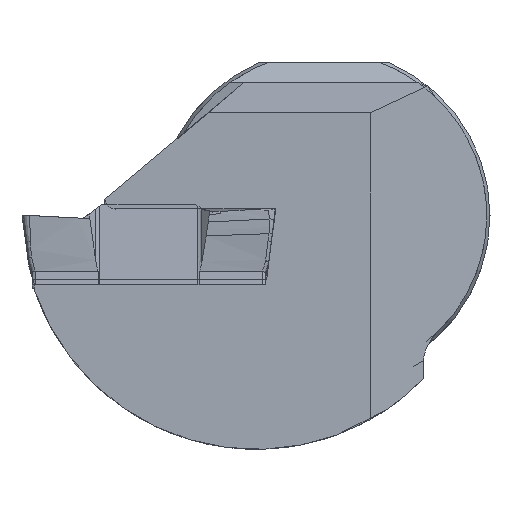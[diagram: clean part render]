
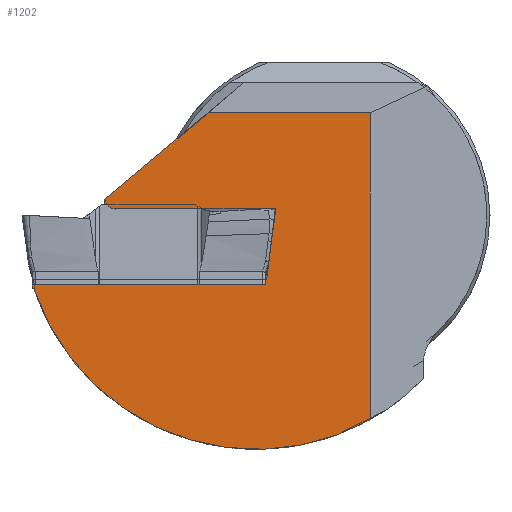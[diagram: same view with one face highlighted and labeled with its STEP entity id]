
A CAD part, left-side view. The second image highlights one B-rep face of the part: STEP entity #1202.
In plain terms, the highlighted planar face has unit normal (-1, 0, 0).
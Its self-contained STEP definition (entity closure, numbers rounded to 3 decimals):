
#43=CIRCLE('',#3565,17.6);
#55=ELLIPSE('',#3566,0.804,0.8);
#1083=PLANE('',#3567);
#1202=ADVANCED_FACE('',(#1378),#1083,.T.);
#1378=FACE_OUTER_BOUND('',#1507,.T.);
#1507=EDGE_LOOP('',(#2401,#2402,#2403,#2404,#2405,#2406,#2407,#2408,#2409));
#1587=LINE('',#17977,#1697);
#1588=LINE('',#17980,#1698);
#1589=LINE('',#17984,#1699);
#1590=LINE('',#17986,#1700);
#1591=LINE('',#17988,#1701);
#1592=LINE('',#17992,#1702);
#1593=LINE('',#17994,#1703);
#1697=VECTOR('',#3733,1.);
#1698=VECTOR('',#3734,1.);
#1699=VECTOR('',#3737,1.);
#1700=VECTOR('',#3738,1.);
#1701=VECTOR('',#3739,1.);
#1702=VECTOR('',#3742,1.);
#1703=VECTOR('',#3743,1.);
#2401=ORIENTED_EDGE('',*,*,#3178,.T.);
#2402=ORIENTED_EDGE('',*,*,#3179,.F.);
#2403=ORIENTED_EDGE('',*,*,#3180,.F.);
#2404=ORIENTED_EDGE('',*,*,#3181,.F.);
#2405=ORIENTED_EDGE('',*,*,#3182,.T.);
#2406=ORIENTED_EDGE('',*,*,#3183,.F.);
#2407=ORIENTED_EDGE('',*,*,#3184,.T.);
#2408=ORIENTED_EDGE('',*,*,#3185,.T.);
#2409=ORIENTED_EDGE('',*,*,#3186,.T.);
#2795=VERTEX_POINT('',#17978);
#2796=VERTEX_POINT('',#17979);
#2797=VERTEX_POINT('',#17981);
#2798=VERTEX_POINT('',#17983);
#2799=VERTEX_POINT('',#17985);
#2800=VERTEX_POINT('',#17987);
#2801=VERTEX_POINT('',#17989);
#2802=VERTEX_POINT('',#17991);
#2803=VERTEX_POINT('',#17993);
#3178=EDGE_CURVE('',#2795,#2796,#1587,.T.);
#3179=EDGE_CURVE('',#2797,#2796,#1588,.T.);
#3180=EDGE_CURVE('',#2798,#2797,#43,.T.);
#3181=EDGE_CURVE('',#2799,#2798,#1589,.T.);
#3182=EDGE_CURVE('',#2799,#2800,#1590,.T.);
#3183=EDGE_CURVE('',#2801,#2800,#1591,.T.);
#3184=EDGE_CURVE('',#2801,#2802,#55,.T.);
#3185=EDGE_CURVE('',#2802,#2803,#1592,.T.);
#3186=EDGE_CURVE('',#2803,#2795,#1593,.T.);
#3565=AXIS2_PLACEMENT_3D('',#17982,#3735,#3736);
#3566=AXIS2_PLACEMENT_3D('',#17990,#3740,#3741);
#3567=AXIS2_PLACEMENT_3D('',#17995,#3744,#3745);
#3733=DIRECTION('',(0.,1.,0.));
#3734=DIRECTION('',(0.,0.122,0.993));
#3735=DIRECTION('',(1.,0.,0.));
#3736=DIRECTION('',(0.,0.,1.));
#3737=DIRECTION('',(0.,0.,-1.));
#3738=DIRECTION('',(0.,1.,0.));
#3739=DIRECTION('',(0.,-0.766,0.643));
#3740=DIRECTION('',(-1.,0.,0.));
#3741=DIRECTION('',(0.,0.,-1.));
#3742=DIRECTION('',(0.,-1.,0.));
#3743=DIRECTION('',(0.,0.121,-0.993));
#3744=DIRECTION('',(-1.,0.,0.));
#3745=DIRECTION('',(0.,0.,1.));
#17977=CARTESIAN_POINT('',(0.5,-26.5,-4.821));
#17978=CARTESIAN_POINT('',(0.5,4.311,-4.821));
#17979=CARTESIAN_POINT('',(0.5,21.86,-4.821));
#17980=CARTESIAN_POINT('',(0.5,21.725,-5.921));
#17981=CARTESIAN_POINT('',(0.5,21.752,-5.698));
#17982=CARTESIAN_POINT('',(0.5,5.1,0.));
#17983=CARTESIAN_POINT('',(0.5,-3.5,-15.356));
#17984=CARTESIAN_POINT('',(0.5,-3.5,0.));
#17985=CARTESIAN_POINT('',(0.5,-3.5,7.733));
#17986=CARTESIAN_POINT('',(0.5,-26.5,7.733));
#17987=CARTESIAN_POINT('',(0.5,8.72,7.733));
#17988=CARTESIAN_POINT('',(0.5,-8.14,21.881));
#17989=CARTESIAN_POINT('',(0.5,16.495,1.209));
#17990=CARTESIAN_POINT('',(0.5,15.702,1.313));
#17991=CARTESIAN_POINT('',(0.5,15.702,0.509));
#17992=CARTESIAN_POINT('',(0.5,-26.5,0.509));
#17993=CARTESIAN_POINT('',(0.5,3.66,0.509));
#17994=CARTESIAN_POINT('',(0.5,3.278,3.636));
#17995=CARTESIAN_POINT('',(0.5,-26.5,0.));
